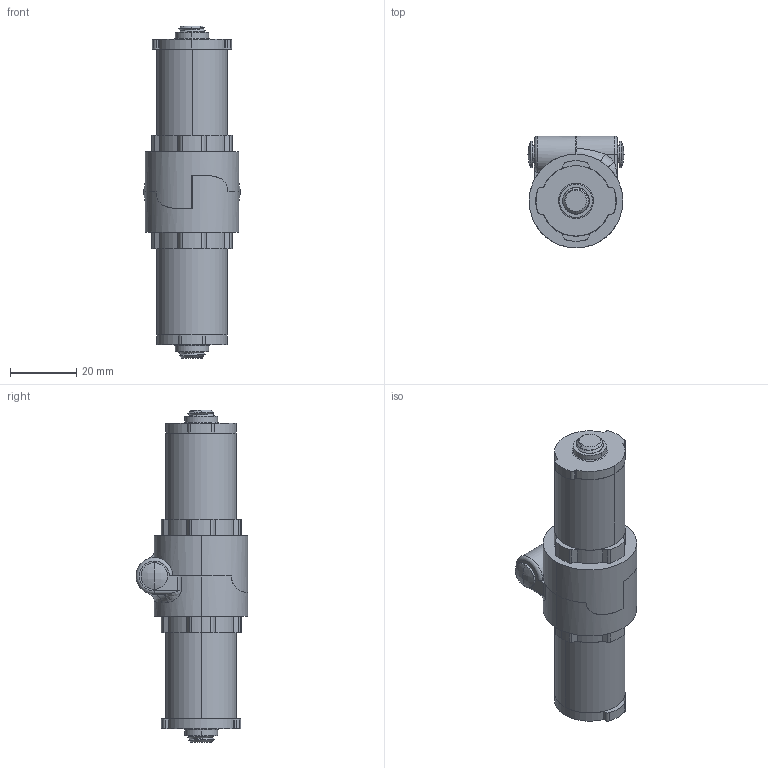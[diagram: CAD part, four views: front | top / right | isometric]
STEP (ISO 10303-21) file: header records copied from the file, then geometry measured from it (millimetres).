
FILE_DESCRIPTION (( 'STEP AP214' ), '1' );
FILE_NAME ('B371 Øàðíèðíûé ñîåäèíèòåëü òðóá Ô28, 0-180ãð.STEP', '2025-02-02T17:07:21', ( '' ), ( '' ), 'SwSTEP 2.0', 'SolidWorks 2025', '' );
FILE_SCHEMA (( 'AUTOMOTIVE_DESIGN' ));
Length unit declared in the file: millimetre
Products named in the file (3): B371 Шарнирный соединитель  труб Ф28, 0-180гр(2)_00; B371 Шарнирный соединитель  труб Ф28, 0-180гр(1)_00; B371 Шарнирный соединитель  труб Ф28, 0-180гр
Assembly tree (2 placements, depth 2):
  B371 Шарнирный соединитель  труб Ф28, 0-180гр
    B371 Шарнирный соединитель  труб Ф28, 0-180гр(1)_00
    B371 Шарнирный соединитель  труб Ф28, 0-180гр(2)_00
Bounding box: 28.94 x 33.7 x 100 mm (x, y, z)
Volume: 38392.5 mm3; surface area: 20582.2 mm2
Topology: 9 solids, 9 shells, 432 faces, 1120 edges, 718 vertices
Faces by surface type: cylinder 242, plane 76, cone 54, bspline 48, torus 8, sphere 4
Entity records: 28500 total; most frequent: CARTESIAN_POINT 18358, ORIENTED_EDGE 2240, DIRECTION 1856, EDGE_CURVE 1120, VERTEX_POINT 718, AXIS2_PLACEMENT_3D 717, EDGE_LOOP 460, ADVANCED_FACE 432
